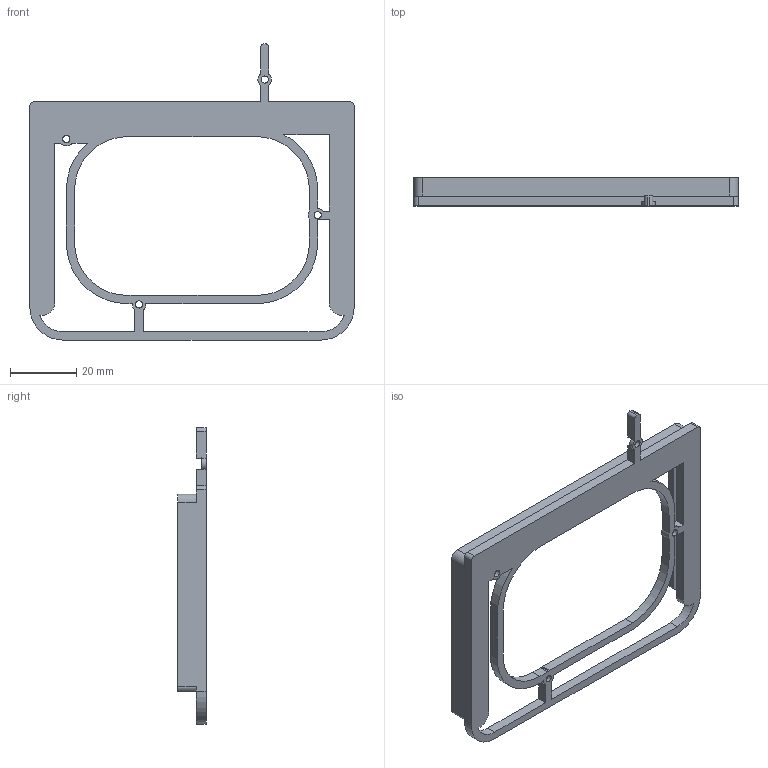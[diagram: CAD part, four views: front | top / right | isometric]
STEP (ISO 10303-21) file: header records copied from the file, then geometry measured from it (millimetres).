
FILE_DESCRIPTION((''),'2;1');
FILE_NAME('PRT0001','2021-08-11T23:11:43',('Akshay'),(''),'CREO PARAMETRIC BY PTC INC, 2020154','CREO PARAMETRIC BY PTC INC, 2020154','');
FILE_SCHEMA(('CONFIG_CONTROL_DESIGN'));
Length unit declared in the file: millimetre
Products named in the file (1): PRT0001
Bounding box: 98.08 x 8.59 x 89.58 mm (x, y, z)
Volume: 11360.6 mm3; surface area: 11751.8 mm2
Topology: 1 solids, 1 shells, 104 faces, 300 edges, 196 vertices
Faces by surface type: plane 54, cylinder 50
Entity records: 3498 total; most frequent: DIRECTION 608, CARTESIAN_POINT 600, ORIENTED_EDGE 600, EDGE_CURVE 300, AXIS2_PLACEMENT_3D 204, VECTOR 200, LINE 200, VERTEX_POINT 196
